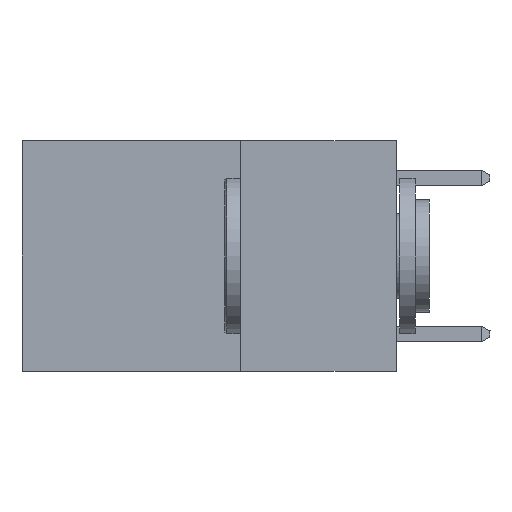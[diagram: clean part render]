
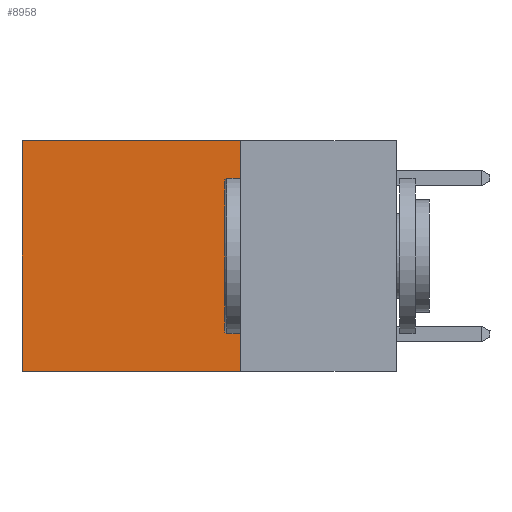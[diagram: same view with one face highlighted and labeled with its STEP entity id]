
A CAD part, left-side view. The second image highlights one B-rep face of the part: STEP entity #8958.
In plain terms, the highlighted planar face has unit normal (-1, 0, 0).
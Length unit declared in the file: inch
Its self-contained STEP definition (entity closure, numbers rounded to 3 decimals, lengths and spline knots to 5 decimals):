
#37 = ORIENTED_EDGE ( 'NONE', *, *, #12163, .F. ) ;
#81 = CARTESIAN_POINT ( 'NONE',  ( 0.2625, 0.25, 0. ) ) ;
#1336 = DIRECTION ( 'NONE',  ( 1., 0., 0. ) ) ;
#1718 = VERTEX_POINT ( 'NONE', #4356 ) ;
#2585 = ORIENTED_EDGE ( 'NONE', *, *, #5990, .T. ) ;
#3518 = VECTOR ( 'NONE', #9788, 39.37008 ) ;
#3798 = CARTESIAN_POINT ( 'NONE',  ( 0.2625, 0.25, 0. ) ) ;
#4356 = CARTESIAN_POINT ( 'NONE',  ( 0.2625, 0.25, -0.37 ) ) ;
#4417 = EDGE_LOOP ( 'NONE', ( #2585, #37, #9611, #7903 ) ) ;
#4993 = CARTESIAN_POINT ( 'NONE',  ( 0.2625, 0.25, 0. ) ) ;
#5292 = DIRECTION ( 'NONE',  ( 0., 0., -1. ) ) ;
#5828 = AXIS2_PLACEMENT_3D ( 'NONE', #81, #1336, #8261 ) ;
#5990 = EDGE_CURVE ( 'NONE', #10200, #13918, #6203, .T. ) ;
#6065 = LINE ( 'NONE', #3798, #11912 ) ;
#6203 = LINE ( 'NONE', #7452, #9024 ) ;
#6384 = CARTESIAN_POINT ( 'NONE',  ( 0.2625, 0.25, -0.37 ) ) ;
#6514 = LINE ( 'NONE', #6384, #3518 ) ;
#6844 = LINE ( 'NONE', #8566, #14619 ) ;
#7452 = CARTESIAN_POINT ( 'NONE',  ( 0.2625, 0.6, 0. ) ) ;
#7903 = ORIENTED_EDGE ( 'NONE', *, *, #13158, .T. ) ;
#8261 = DIRECTION ( 'NONE',  ( 0., 0., -1. ) ) ;
#8566 = CARTESIAN_POINT ( 'NONE',  ( 0.2625, 0.25, 0. ) ) ;
#8958 = ADVANCED_FACE ( 'NONE', ( #12500 ), #10358, .F. ) ;
#9024 = VECTOR ( 'NONE', #5292, 39.37008 ) ;
#9550 = DIRECTION ( 'NONE',  ( 0., 1., 0. ) ) ;
#9611 = ORIENTED_EDGE ( 'NONE', *, *, #9994, .F. ) ;
#9788 = DIRECTION ( 'NONE',  ( 0., 1., 0. ) ) ;
#9994 = EDGE_CURVE ( 'NONE', #13747, #1718, #6065, .T. ) ;
#10200 = VERTEX_POINT ( 'NONE', #12883 ) ;
#10358 = PLANE ( 'NONE',  #5828 ) ;
#11142 = CARTESIAN_POINT ( 'NONE',  ( 0.2625, 0.6, -0.37 ) ) ;
#11912 = VECTOR ( 'NONE', #13976, 39.37008 ) ;
#12163 = EDGE_CURVE ( 'NONE', #1718, #13918, #6514, .T. ) ;
#12500 = FACE_OUTER_BOUND ( 'NONE', #4417, .T. ) ;
#12883 = CARTESIAN_POINT ( 'NONE',  ( 0.2625, 0.6, 0. ) ) ;
#13158 = EDGE_CURVE ( 'NONE', #13747, #10200, #6844, .T. ) ;
#13747 = VERTEX_POINT ( 'NONE', #4993 ) ;
#13918 = VERTEX_POINT ( 'NONE', #11142 ) ;
#13976 = DIRECTION ( 'NONE',  ( 0., 0., -1. ) ) ;
#14619 = VECTOR ( 'NONE', #9550, 39.37008 ) ;
